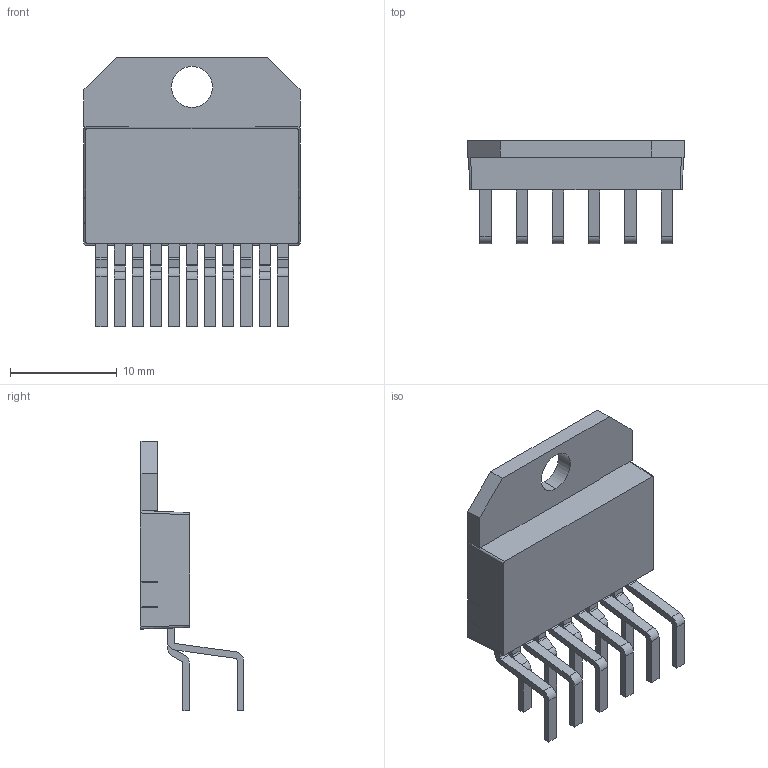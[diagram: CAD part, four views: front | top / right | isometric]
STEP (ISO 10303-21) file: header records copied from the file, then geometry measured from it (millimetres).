
FILE_DESCRIPTION (( 'STEP AP214' ), '1' );
FILE_NAME ('TO-220_11PIN-L20.0-W4.5-H20.6-P1.70.step', '2022-08-01T12:49:32', ( '' ), ( '' ), 'SwSTEP 2.0', 'SolidWorks 2020', '' );
FILE_SCHEMA (( 'AUTOMOTIVE_DESIGN' ));
Length unit declared in the file: millimetre
Products named in the file (1): TO-220_11PIN-L20.0-W4.5-H20.6-P1.70
Bounding box: 20.27 x 9.68 x 25.29 mm (x, y, z)
Volume: 1254.3 mm3; surface area: 1540.1 mm2
Topology: 1 solids, 1 shells, 411 faces, 1135 edges, 756 vertices
Faces by surface type: plane 263, bspline 98, cylinder 50
Entity records: 16041 total; most frequent: CARTESIAN_POINT 3633, ORIENTED_EDGE 2270, DIRECTION 1647, EDGE_CURVE 1135, VECTOR 835, LINE 835, VERTEX_POINT 756, EDGE_LOOP 443
